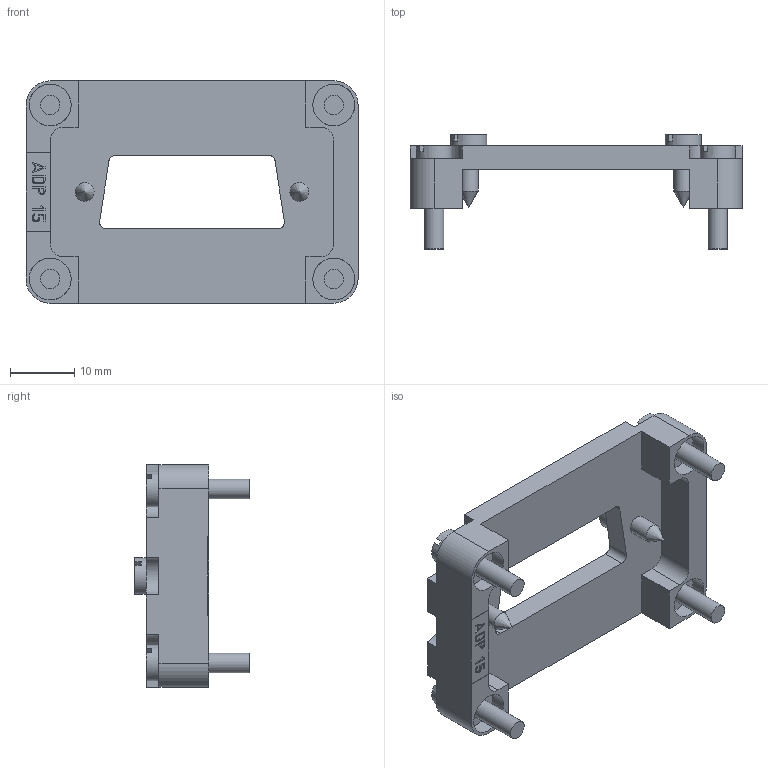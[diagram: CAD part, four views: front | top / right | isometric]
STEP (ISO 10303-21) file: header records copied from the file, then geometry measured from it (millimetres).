
FILE_DESCRIPTION(( 'HARTING HARTING HARTING HARTING HARTING HARTING HARTING HARTING HARTING', 'This Document is valid for Parts No. 09 30 000 9966'),'2;1');
FILE_NAME('MD_09300009966_A_RA.stp', '2011-09-19T14:55:53',('ITIS-4b'),('HARTING KGaA, D-32339 Espelkamp'), 'I-DEAS Master Series 10','HP-UNIX','Yes');
FILE_SCHEMA(('AUTOMOTIVE_DESIGN { 1 0 10303 214 1 1 1 1 }'));
Length unit declared in the file: millimetre
Products named in the file (1): MD 09 30 000 9966_A
Bounding box: 51.5 x 17.75 x 34.5 mm (x, y, z)
Volume: 7233.3 mm3; surface area: 5758.5 mm2
Topology: 1 solids, 1 shells, 303 faces, 784 edges, 522 vertices
Faces by surface type: bspline 303
Entity records: 9483 total; most frequent: CARTESIAN_POINT 4288, ORIENTED_EDGE 1564, EDGE_CURVE 782, VERTEX_POINT 522, QUASI_UNIFORM_CURVE 459, OVER_RIDING_STYLED_ITEM 371, EDGE_LOOP 346, FACE_OUTER_BOUND 303
